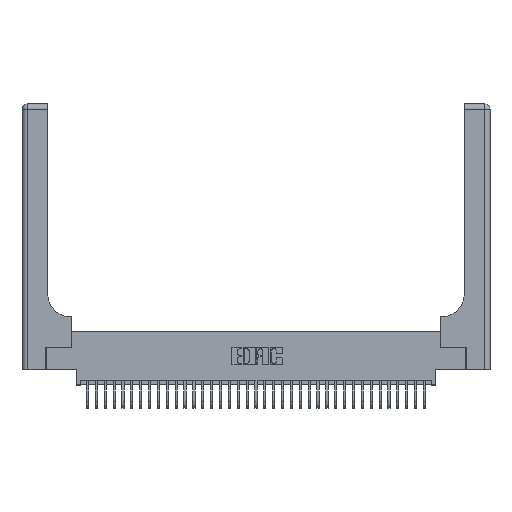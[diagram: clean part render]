
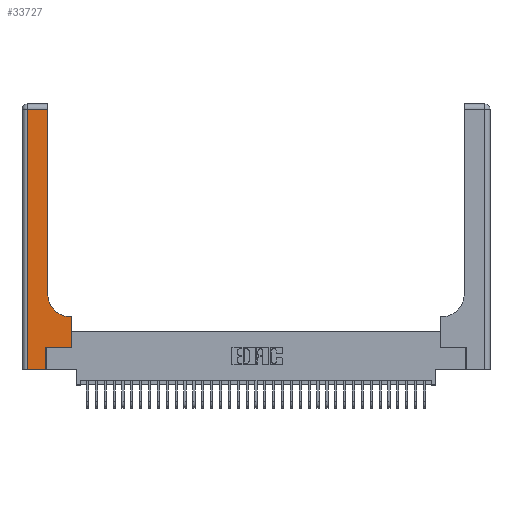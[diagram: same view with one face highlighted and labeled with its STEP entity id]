
A CAD part, top view. The second image highlights one B-rep face of the part: STEP entity #33727.
In plain terms, the highlighted planar face has unit normal (0, 0, 1).
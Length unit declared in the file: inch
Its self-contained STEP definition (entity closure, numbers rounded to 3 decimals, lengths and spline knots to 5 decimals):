
#1 = ORIENTED_EDGE ( 'NONE', *, *, #13589, .T. ) ;
#37 = VERTEX_POINT ( 'NONE', #34070 ) ;
#450 = VERTEX_POINT ( 'NONE', #28298 ) ;
#970 = LINE ( 'NONE', #13834, #14627 ) ;
#1695 = DIRECTION ( 'NONE',  ( -1., 0., 0. ) ) ;
#1897 = ORIENTED_EDGE ( 'NONE', *, *, #11701, .T. ) ;
#2110 = DIRECTION ( 'NONE',  ( 0., 1., 0. ) ) ;
#3081 = LINE ( 'NONE', #19137, #15914 ) ;
#3851 = LINE ( 'NONE', #15890, #18390 ) ;
#5122 = ORIENTED_EDGE ( 'NONE', *, *, #26692, .T. ) ;
#5545 = DIRECTION ( 'NONE',  ( 0., 1., 0. ) ) ;
#6408 = DIRECTION ( 'NONE',  ( 0., 0., -1. ) ) ;
#6505 = CIRCLE ( 'NONE', #19306, 0.25 ) ;
#7580 = LINE ( 'NONE', #15202, #29240 ) ;
#7754 = CARTESIAN_POINT ( 'NONE',  ( 0.2915, 0.85, 0.37 ) ) ;
#7864 = EDGE_CURVE ( 'NONE', #23051, #13399, #15201, .T. ) ;
#7903 = FACE_OUTER_BOUND ( 'NONE', #19971, .T. ) ;
#7947 = VECTOR ( 'NONE', #13253, 39.37008 ) ;
#8293 = LINE ( 'NONE', #14089, #21956 ) ;
#8515 = LINE ( 'NONE', #18487, #30174 ) ;
#8533 = VERTEX_POINT ( 'NONE', #19061 ) ;
#8939 = CARTESIAN_POINT ( 'NONE',  ( 0.269, 0.25, 0.37 ) ) ;
#9292 = VECTOR ( 'NONE', #1695, 39.37008 ) ;
#9816 = CARTESIAN_POINT ( 'NONE',  ( 0., 2.94, 0.37 ) ) ;
#10768 = ORIENTED_EDGE ( 'NONE', *, *, #22433, .T. ) ;
#11701 = EDGE_CURVE ( 'NONE', #37, #23051, #8293, .T. ) ;
#12519 = CARTESIAN_POINT ( 'NONE',  ( 0.5415, 0.85, 0.37 ) ) ;
#13037 = ORIENTED_EDGE ( 'NONE', *, *, #27177, .T. ) ;
#13253 = DIRECTION ( 'NONE',  ( 1., 0., 0. ) ) ;
#13399 = VERTEX_POINT ( 'NONE', #20843 ) ;
#13589 = EDGE_CURVE ( 'NONE', #35030, #8533, #3081, .T. ) ;
#13610 = CARTESIAN_POINT ( 'NONE',  ( 0.5415, 0.6, 0.37 ) ) ;
#13834 = CARTESIAN_POINT ( 'NONE',  ( 0.5585, 0.25, 0.37 ) ) ;
#14089 = CARTESIAN_POINT ( 'NONE',  ( 0.06, 3., 0.37 ) ) ;
#14506 = PLANE ( 'NONE',  #23123 ) ;
#14627 = VECTOR ( 'NONE', #32783, 39.37008 ) ;
#15092 = DIRECTION ( 'NONE',  ( -1., 0., 0. ) ) ;
#15201 = LINE ( 'NONE', #24106, #7947 ) ;
#15202 = CARTESIAN_POINT ( 'NONE',  ( 0.2915, 0.6, 0.37 ) ) ;
#15267 = DIRECTION ( 'NONE',  ( 1., 0., 0. ) ) ;
#15890 = CARTESIAN_POINT ( 'NONE',  ( 0.269, 0.25, 0.37 ) ) ;
#15914 = VECTOR ( 'NONE', #5545, 39.37008 ) ;
#16832 = EDGE_CURVE ( 'NONE', #25673, #19320, #7580, .T. ) ;
#17236 = ORIENTED_EDGE ( 'NONE', *, *, #28068, .T. ) ;
#18390 = VECTOR ( 'NONE', #34798, 39.37008 ) ;
#18487 = CARTESIAN_POINT ( 'NONE',  ( 0.269, 0., 0.37 ) ) ;
#18692 = ORIENTED_EDGE ( 'NONE', *, *, #7864, .T. ) ;
#19061 = CARTESIAN_POINT ( 'NONE',  ( 0.2915, 2.94, 0.37 ) ) ;
#19137 = CARTESIAN_POINT ( 'NONE',  ( 0.2915, 3., 0.37 ) ) ;
#19306 = AXIS2_PLACEMENT_3D ( 'NONE', #12519, #31492, #15267 ) ;
#19320 = VERTEX_POINT ( 'NONE', #13610 ) ;
#19721 = DIRECTION ( 'NONE',  ( 0., -1., 0. ) ) ;
#19971 = EDGE_LOOP ( 'NONE', ( #1, #17236, #1897, #18692, #13037, #5122, #10768, #24333, #21792 ) ) ;
#20843 = CARTESIAN_POINT ( 'NONE',  ( 0.269, 0., 0.37 ) ) ;
#21792 = ORIENTED_EDGE ( 'NONE', *, *, #25711, .T. ) ;
#21956 = VECTOR ( 'NONE', #19721, 39.37008 ) ;
#22433 = EDGE_CURVE ( 'NONE', #450, #25673, #970, .T. ) ;
#22576 = VERTEX_POINT ( 'NONE', #8939 ) ;
#23051 = VERTEX_POINT ( 'NONE', #29690 ) ;
#23123 = AXIS2_PLACEMENT_3D ( 'NONE', #33450, #6408, #25463 ) ;
#23818 = LINE ( 'NONE', #9816, #9292 ) ;
#24106 = CARTESIAN_POINT ( 'NONE',  ( 0., 0., 0.37 ) ) ;
#24333 = ORIENTED_EDGE ( 'NONE', *, *, #16832, .T. ) ;
#25463 = DIRECTION ( 'NONE',  ( -1., 0., 0. ) ) ;
#25673 = VERTEX_POINT ( 'NONE', #33955 ) ;
#25711 = EDGE_CURVE ( 'NONE', #19320, #35030, #6505, .T. ) ;
#26692 = EDGE_CURVE ( 'NONE', #22576, #450, #3851, .T. ) ;
#27177 = EDGE_CURVE ( 'NONE', #13399, #22576, #8515, .T. ) ;
#28068 = EDGE_CURVE ( 'NONE', #8533, #37, #23818, .T. ) ;
#28298 = CARTESIAN_POINT ( 'NONE',  ( 0.5585, 0.25, 0.37 ) ) ;
#29240 = VECTOR ( 'NONE', #15092, 39.37008 ) ;
#29690 = CARTESIAN_POINT ( 'NONE',  ( 0.06, 0., 0.37 ) ) ;
#30174 = VECTOR ( 'NONE', #2110, 39.37008 ) ;
#31492 = DIRECTION ( 'NONE',  ( 0., 0., -1. ) ) ;
#32783 = DIRECTION ( 'NONE',  ( 0., 1., 0. ) ) ;
#33450 = CARTESIAN_POINT ( 'NONE',  ( 0., 3., 0.37 ) ) ;
#33727 = ADVANCED_FACE ( 'NONE', ( #7903 ), #14506, .F. ) ;
#33955 = CARTESIAN_POINT ( 'NONE',  ( 0.5585, 0.6, 0.37 ) ) ;
#34070 = CARTESIAN_POINT ( 'NONE',  ( 0.06, 2.94, 0.37 ) ) ;
#34798 = DIRECTION ( 'NONE',  ( 1., 0., 0. ) ) ;
#35030 = VERTEX_POINT ( 'NONE', #7754 ) ;
